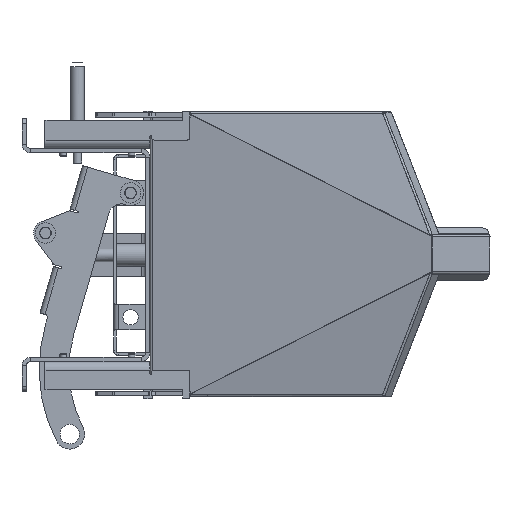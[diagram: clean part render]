
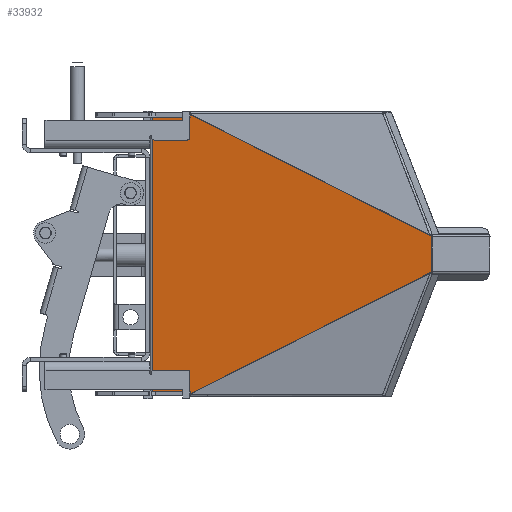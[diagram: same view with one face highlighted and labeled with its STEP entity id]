
A CAD part, front view. The second image highlights one B-rep face of the part: STEP entity #33932.
In plain terms, the highlighted planar face has unit normal (-0.176, -0.984, 0).
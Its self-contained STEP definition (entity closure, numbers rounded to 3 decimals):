
#517=PLANE('',#36501);
#2659=FACE_OUTER_BOUND('',#4600,.T.);
#4600=EDGE_LOOP('',(#24134,#24135,#24136,#24137,#24138,#24139,#24140,#24141,
#24142,#24143,#24144,#24145,#24146,#24147,#24148,#24149,#24150,#24151,#24152,
#24153));
#8138=LINE('',#59698,#10535);
#8139=LINE('',#59699,#10536);
#8154=LINE('',#59730,#10551);
#8174=LINE('',#59783,#10571);
#8196=LINE('',#60012,#10593);
#8197=LINE('',#60013,#10594);
#8198=LINE('',#60016,#10595);
#8199=LINE('',#60018,#10596);
#8200=LINE('',#60020,#10597);
#8201=LINE('',#60022,#10598);
#8202=LINE('',#60024,#10599);
#8203=LINE('',#60026,#10600);
#8204=LINE('',#60028,#10601);
#8205=LINE('',#60030,#10602);
#8206=LINE('',#60032,#10603);
#8207=LINE('',#60034,#10604);
#8208=LINE('',#60036,#10605);
#8209=LINE('',#60037,#10606);
#10535=VECTOR('',#41975,10.);
#10536=VECTOR('',#41976,10.);
#10551=VECTOR('',#41995,10.);
#10571=VECTOR('',#42033,10.);
#10593=VECTOR('',#42079,10.);
#10594=VECTOR('',#42080,10.);
#10595=VECTOR('',#42083,10.);
#10596=VECTOR('',#42084,10.);
#10597=VECTOR('',#42085,10.);
#10598=VECTOR('',#42086,10.);
#10599=VECTOR('',#42087,10.);
#10600=VECTOR('',#42088,10.);
#10601=VECTOR('',#42089,10.);
#10602=VECTOR('',#42090,10.);
#10603=VECTOR('',#42091,10.);
#10604=VECTOR('',#42092,10.);
#10605=VECTOR('',#42093,10.);
#10606=VECTOR('',#42094,10.);
#13442=VERTEX_POINT('',#59688);
#13446=VERTEX_POINT('',#59695);
#13447=VERTEX_POINT('',#59697);
#13460=VERTEX_POINT('',#59727);
#13461=VERTEX_POINT('',#59729);
#13500=VERTEX_POINT('',#60009);
#13501=VERTEX_POINT('',#60011);
#13502=VERTEX_POINT('',#60015);
#13503=VERTEX_POINT('',#60017);
#13504=VERTEX_POINT('',#60019);
#13505=VERTEX_POINT('',#60021);
#13506=VERTEX_POINT('',#60023);
#13507=VERTEX_POINT('',#60025);
#13508=VERTEX_POINT('',#60027);
#13509=VERTEX_POINT('',#60029);
#13510=VERTEX_POINT('',#60031);
#13511=VERTEX_POINT('',#60033);
#13512=VERTEX_POINT('',#60035);
#17237=EDGE_CURVE('',#13447,#13446,#8138,.T.);
#17238=EDGE_CURVE('',#13442,#13447,#8139,.T.);
#17253=EDGE_CURVE('',#13461,#13460,#8154,.T.);
#17277=EDGE_CURVE('',#13446,#13461,#8174,.T.);
#17316=EDGE_CURVE('',#13442,#13501,#8196,.T.);
#17317=EDGE_CURVE('',#13501,#13500,#8197,.T.);
#17318=EDGE_CURVE('',#13502,#13500,#8198,.T.);
#17319=EDGE_CURVE('',#13503,#13501,#8199,.T.);
#17320=EDGE_CURVE('',#13504,#13460,#8200,.T.);
#17321=EDGE_CURVE('',#13505,#13504,#8201,.T.);
#17322=EDGE_CURVE('',#13505,#13506,#8202,.T.);
#17323=EDGE_CURVE('',#13507,#13506,#8203,.T.);
#17324=EDGE_CURVE('',#13508,#13507,#8204,.T.);
#17325=EDGE_CURVE('',#13509,#13508,#8205,.T.);
#17326=EDGE_CURVE('',#13510,#13509,#8206,.T.);
#17327=EDGE_CURVE('',#13510,#13511,#8207,.T.);
#17328=EDGE_CURVE('',#13511,#13512,#8208,.T.);
#17329=EDGE_CURVE('',#13511,#13502,#8209,.T.);
#24134=ORIENTED_EDGE('',*,*,#17318,.T.);
#24135=ORIENTED_EDGE('',*,*,#17317,.F.);
#24136=ORIENTED_EDGE('',*,*,#17319,.F.);
#24137=ORIENTED_EDGE('',*,*,#17319,.T.);
#24138=ORIENTED_EDGE('',*,*,#17316,.F.);
#24139=ORIENTED_EDGE('',*,*,#17238,.T.);
#24140=ORIENTED_EDGE('',*,*,#17237,.T.);
#24141=ORIENTED_EDGE('',*,*,#17277,.T.);
#24142=ORIENTED_EDGE('',*,*,#17253,.T.);
#24143=ORIENTED_EDGE('',*,*,#17320,.F.);
#24144=ORIENTED_EDGE('',*,*,#17321,.F.);
#24145=ORIENTED_EDGE('',*,*,#17322,.T.);
#24146=ORIENTED_EDGE('',*,*,#17323,.F.);
#24147=ORIENTED_EDGE('',*,*,#17324,.F.);
#24148=ORIENTED_EDGE('',*,*,#17325,.F.);
#24149=ORIENTED_EDGE('',*,*,#17326,.F.);
#24150=ORIENTED_EDGE('',*,*,#17327,.T.);
#24151=ORIENTED_EDGE('',*,*,#17328,.T.);
#24152=ORIENTED_EDGE('',*,*,#17328,.F.);
#24153=ORIENTED_EDGE('',*,*,#17329,.T.);
#33932=ADVANCED_FACE('',(#2659),#517,.F.);
#36501=AXIS2_PLACEMENT_3D('',#60014,#42081,#42082);
#41975=DIRECTION('',(0.,0.,-1.));
#41976=DIRECTION('',(0.,0.,-1.));
#41995=DIRECTION('',(-0.438,0.078,0.896));
#42033=DIRECTION('',(0.882,-0.158,0.445));
#42079=DIRECTION('',(-0.984,0.176,0.));
#42080=DIRECTION('',(-0.984,0.176,0.));
#42081=DIRECTION('center_axis',(0.176,0.984,0.));
#42082=DIRECTION('ref_axis',(0.984,-0.176,0.));
#42083=DIRECTION('',(0.,0.,-1.));
#42084=DIRECTION('',(0.,0.,-1.));
#42085=DIRECTION('',(-0.984,0.176,0.));
#42086=DIRECTION('',(0.,0.,-1.));
#42087=DIRECTION('',(-0.984,0.176,0.));
#42088=DIRECTION('',(-0.438,0.078,-0.896));
#42089=DIRECTION('',(0.882,-0.158,-0.445));
#42090=DIRECTION('',(0.,0.,1.));
#42091=DIRECTION('',(0.,0.,1.));
#42092=DIRECTION('',(-0.984,0.176,0.));
#42093=DIRECTION('',(0.,0.,-1.));
#42094=DIRECTION('',(-0.984,0.176,0.));
#59688=CARTESIAN_POINT('',(52.714,-145.128,-159.962));
#59695=CARTESIAN_POINT('',(52.714,-145.128,-162.762));
#59697=CARTESIAN_POINT('',(52.714,-145.128,-160.));
#59698=CARTESIAN_POINT('',(52.714,-145.128,1.));
#59699=CARTESIAN_POINT('',(52.714,-145.128,1.));
#59727=CARTESIAN_POINT('',(333.7,-195.493,-21.));
#59729=CARTESIAN_POINT('',(333.729,-195.498,-21.06));
#59730=CARTESIAN_POINT('',(329.087,-194.666,-11.558));
#59783=CARTESIAN_POINT('',(197.583,-171.095,-89.711));
#60009=CARTESIAN_POINT('',(7.748,-137.068,-159.962));
#60011=CARTESIAN_POINT('',(52.,-145.,-159.962));
#60012=CARTESIAN_POINT('',(52.714,-145.128,-159.962));
#60013=CARTESIAN_POINT('',(52.714,-145.128,-159.962));
#60014=CARTESIAN_POINT('Origin',(28.992,-140.876,-79.481));
#60015=CARTESIAN_POINT('',(7.748,-137.068,161.962));
#60016=CARTESIAN_POINT('',(7.748,-137.068,-39.241));
#60017=CARTESIAN_POINT('',(52.,-145.,-138.));
#60018=CARTESIAN_POINT('',(52.,-145.,-124.241));
#60019=CARTESIAN_POINT('',(336.286,-195.956,-21.));
#60020=CARTESIAN_POINT('',(333.7,-195.493,-21.));
#60021=CARTESIAN_POINT('',(336.286,-195.956,23.));
#60022=CARTESIAN_POINT('',(336.286,-195.956,-21.));
#60023=CARTESIAN_POINT('',(333.7,-195.493,23.));
#60024=CARTESIAN_POINT('',(333.7,-195.493,23.));
#60025=CARTESIAN_POINT('',(333.729,-195.498,23.06));
#60026=CARTESIAN_POINT('',(329.087,-194.666,13.558));
#60027=CARTESIAN_POINT('',(52.714,-145.128,164.762));
#60028=CARTESIAN_POINT('',(197.583,-171.095,91.711));
#60029=CARTESIAN_POINT('',(52.714,-145.128,162.));
#60030=CARTESIAN_POINT('',(52.714,-145.128,1.));
#60031=CARTESIAN_POINT('',(52.714,-145.128,161.962));
#60032=CARTESIAN_POINT('',(52.714,-145.128,1.));
#60033=CARTESIAN_POINT('',(52.,-145.,161.962));
#60034=CARTESIAN_POINT('',(52.714,-145.128,161.962));
#60035=CARTESIAN_POINT('',(52.,-145.,138.));
#60036=CARTESIAN_POINT('',(52.,-145.,44.759));
#60037=CARTESIAN_POINT('',(52.714,-145.128,161.962));
